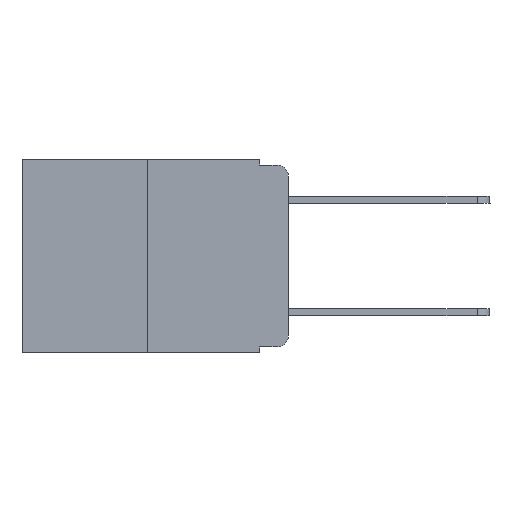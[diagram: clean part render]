
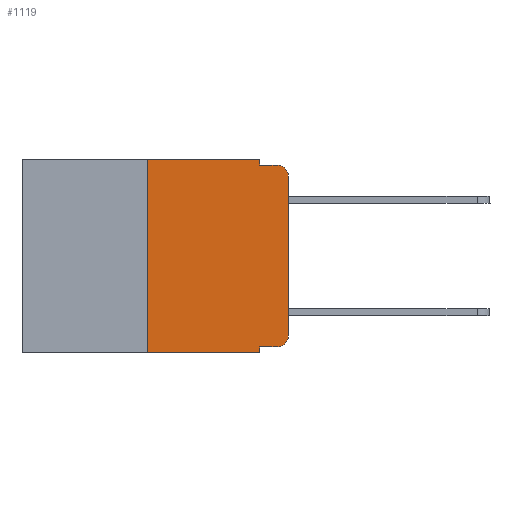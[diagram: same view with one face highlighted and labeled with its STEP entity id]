
A CAD part, left-side view. The second image highlights one B-rep face of the part: STEP entity #1119.
In plain terms, the highlighted planar face has unit normal (-1, 0, 0).
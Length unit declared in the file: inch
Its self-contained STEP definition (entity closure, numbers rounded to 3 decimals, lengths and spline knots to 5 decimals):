
#112 = ORIENTED_EDGE ( 'NONE', *, *, #1749, .T. ) ;
#137 = VERTEX_POINT ( 'NONE', #1449 ) ;
#187 = ORIENTED_EDGE ( 'NONE', *, *, #11829, .F. ) ;
#263 = VECTOR ( 'NONE', #3265, 39.37008 ) ;
#442 = ORIENTED_EDGE ( 'NONE', *, *, #8980, .T. ) ;
#761 = DIRECTION ( 'NONE',  ( 0., 0., -1. ) ) ;
#783 = VECTOR ( 'NONE', #890, 39.37008 ) ;
#890 = DIRECTION ( 'NONE',  ( 0., 0., -1. ) ) ;
#905 = VECTOR ( 'NONE', #1477, 39.37008 ) ;
#993 = LINE ( 'NONE', #10431, #6352 ) ;
#1100 = VERTEX_POINT ( 'NONE', #7696 ) ;
#1119 = ADVANCED_FACE ( 'NONE', ( #12573 ), #7505, .F. ) ;
#1449 = CARTESIAN_POINT ( 'NONE',  ( 0., 0.02, -0.01 ) ) ;
#1452 = CARTESIAN_POINT ( 'NONE',  ( 0., 0.25, 0. ) ) ;
#1470 = CARTESIAN_POINT ( 'NONE',  ( 0., 0.473, 0. ) ) ;
#1477 = DIRECTION ( 'NONE',  ( 0., 0., -1. ) ) ;
#1513 = DIRECTION ( 'NONE',  ( 0., 0., 1. ) ) ;
#1749 = EDGE_CURVE ( 'NONE', #8034, #6308, #993, .T. ) ;
#1975 = EDGE_LOOP ( 'NONE', ( #112, #442, #12459, #3128, #11424, #187, #7871, #7036, #6735, #6805 ) ) ;
#2055 = EDGE_CURVE ( 'NONE', #2122, #4630, #10096, .T. ) ;
#2122 = VERTEX_POINT ( 'NONE', #9286 ) ;
#2788 = CARTESIAN_POINT ( 'NONE',  ( 0., 0.02, -0.313 ) ) ;
#2863 = VECTOR ( 'NONE', #1513, 39.37008 ) ;
#3093 = DIRECTION ( 'NONE',  ( 0., 0., -1. ) ) ;
#3128 = ORIENTED_EDGE ( 'NONE', *, *, #2055, .F. ) ;
#3265 = DIRECTION ( 'NONE',  ( 0., -1., 0. ) ) ;
#3356 = EDGE_CURVE ( 'NONE', #5936, #2122, #11664, .T. ) ;
#3420 = VECTOR ( 'NONE', #11913, 39.37008 ) ;
#3579 = VERTEX_POINT ( 'NONE', #9348 ) ;
#3599 = LINE ( 'NONE', #1452, #2863 ) ;
#3706 = EDGE_CURVE ( 'NONE', #7218, #1100, #7767, .T. ) ;
#3712 = VECTOR ( 'NONE', #9785, 39.37008 ) ;
#3713 = AXIS2_PLACEMENT_3D ( 'NONE', #6111, #12237, #3093 ) ;
#4352 = LINE ( 'NONE', #4487, #9684 ) ;
#4487 = CARTESIAN_POINT ( 'NONE',  ( 0., 0.051, -0.333 ) ) ;
#4630 = VERTEX_POINT ( 'NONE', #11852 ) ;
#5241 = CIRCLE ( 'NONE', #6932, 0.02 ) ;
#5489 = CARTESIAN_POINT ( 'NONE',  ( 0., 0.25, 0. ) ) ;
#5653 = CIRCLE ( 'NONE', #3713, 0.02 ) ;
#5692 = LINE ( 'NONE', #7557, #3712 ) ;
#5936 = VERTEX_POINT ( 'NONE', #5489 ) ;
#5970 = DIRECTION ( 'NONE',  ( 0., 0., -1. ) ) ;
#6111 = CARTESIAN_POINT ( 'NONE',  ( 0., 0.02, -0.03 ) ) ;
#6308 = VERTEX_POINT ( 'NONE', #11596 ) ;
#6352 = VECTOR ( 'NONE', #8290, 39.37008 ) ;
#6735 = ORIENTED_EDGE ( 'NONE', *, *, #7709, .T. ) ;
#6805 = ORIENTED_EDGE ( 'NONE', *, *, #10980, .T. ) ;
#6932 = AXIS2_PLACEMENT_3D ( 'NONE', #2788, #8814, #761 ) ;
#7036 = ORIENTED_EDGE ( 'NONE', *, *, #3706, .F. ) ;
#7218 = VERTEX_POINT ( 'NONE', #10338 ) ;
#7339 = CARTESIAN_POINT ( 'NONE',  ( 0., 0.02, -0.333 ) ) ;
#7505 = PLANE ( 'NONE',  #12928 ) ;
#7557 = CARTESIAN_POINT ( 'NONE',  ( 0., 0.051, -0.01 ) ) ;
#7696 = CARTESIAN_POINT ( 'NONE',  ( 0., 0.051, -0.343 ) ) ;
#7709 = EDGE_CURVE ( 'NONE', #7218, #9959, #4352, .T. ) ;
#7767 = LINE ( 'NONE', #8852, #905 ) ;
#7871 = ORIENTED_EDGE ( 'NONE', *, *, #10776, .T. ) ;
#8034 = VERTEX_POINT ( 'NONE', #11399 ) ;
#8104 = DIRECTION ( 'NONE',  ( 1., 0., 0. ) ) ;
#8290 = DIRECTION ( 'NONE',  ( 0., 0., 1. ) ) ;
#8814 = DIRECTION ( 'NONE',  ( -1., 0., 0. ) ) ;
#8852 = CARTESIAN_POINT ( 'NONE',  ( 0., 0.051, 0. ) ) ;
#8980 = EDGE_CURVE ( 'NONE', #6308, #137, #5653, .T. ) ;
#9286 = CARTESIAN_POINT ( 'NONE',  ( 0., 0.051, 0. ) ) ;
#9348 = CARTESIAN_POINT ( 'NONE',  ( 0., 0.25, -0.343 ) ) ;
#9684 = VECTOR ( 'NONE', #10502, 39.37008 ) ;
#9785 = DIRECTION ( 'NONE',  ( 0., -1., 0. ) ) ;
#9815 = CARTESIAN_POINT ( 'NONE',  ( 0., 0.473, 0. ) ) ;
#9959 = VERTEX_POINT ( 'NONE', #7339 ) ;
#10096 = LINE ( 'NONE', #11858, #783 ) ;
#10259 = LINE ( 'NONE', #12409, #263 ) ;
#10338 = CARTESIAN_POINT ( 'NONE',  ( 0., 0.051, -0.333 ) ) ;
#10431 = CARTESIAN_POINT ( 'NONE',  ( 0., 0., 0. ) ) ;
#10477 = EDGE_CURVE ( 'NONE', #4630, #137, #5692, .T. ) ;
#10502 = DIRECTION ( 'NONE',  ( 0., -1., 0. ) ) ;
#10776 = EDGE_CURVE ( 'NONE', #3579, #1100, #10259, .T. ) ;
#10980 = EDGE_CURVE ( 'NONE', #9959, #8034, #5241, .T. ) ;
#11399 = CARTESIAN_POINT ( 'NONE',  ( 0., 0., -0.313 ) ) ;
#11424 = ORIENTED_EDGE ( 'NONE', *, *, #3356, .F. ) ;
#11596 = CARTESIAN_POINT ( 'NONE',  ( 0., 0., -0.03 ) ) ;
#11664 = LINE ( 'NONE', #9815, #3420 ) ;
#11829 = EDGE_CURVE ( 'NONE', #3579, #5936, #3599, .T. ) ;
#11852 = CARTESIAN_POINT ( 'NONE',  ( 0., 0.051, -0.01 ) ) ;
#11858 = CARTESIAN_POINT ( 'NONE',  ( 0., 0.051, 0. ) ) ;
#11913 = DIRECTION ( 'NONE',  ( 0., -1., 0. ) ) ;
#12237 = DIRECTION ( 'NONE',  ( -1., 0., 0. ) ) ;
#12409 = CARTESIAN_POINT ( 'NONE',  ( 0., 0.473, -0.343 ) ) ;
#12459 = ORIENTED_EDGE ( 'NONE', *, *, #10477, .F. ) ;
#12573 = FACE_OUTER_BOUND ( 'NONE', #1975, .T. ) ;
#12928 = AXIS2_PLACEMENT_3D ( 'NONE', #1470, #8104, #5970 ) ;
